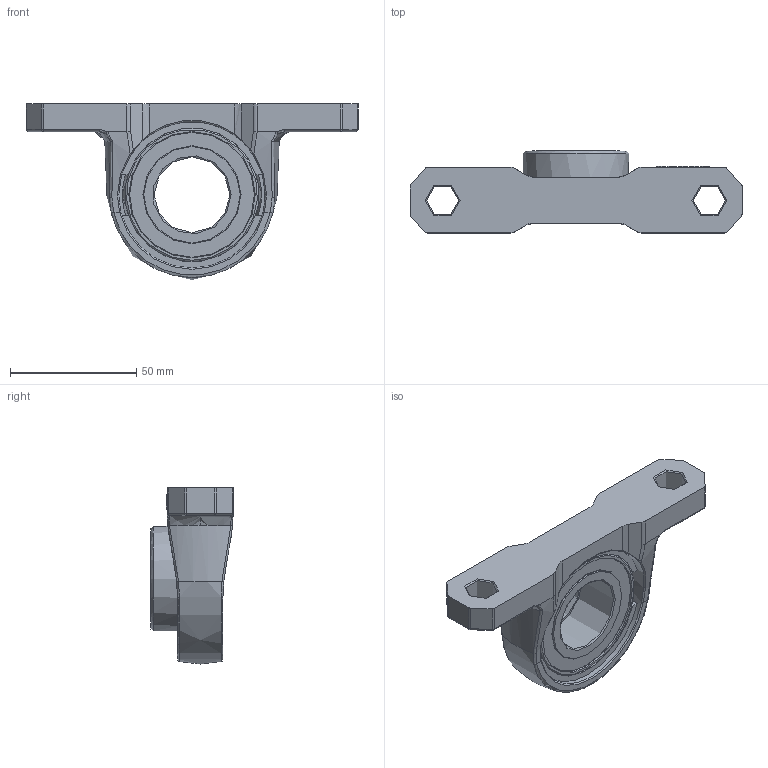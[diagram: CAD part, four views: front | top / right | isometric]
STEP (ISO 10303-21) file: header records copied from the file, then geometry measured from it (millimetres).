
FILE_DESCRIPTION(/* description */ (''),/* implementation_level */ '2;1');
FILE_NAME(/* name */ 'MUP006.stp',/* time_stamp */ '2016-02-03T15:49:50+01:00',/* author */ ('fje'),/* organization */ (''),/* preprocessor_version */ 'ST-DEVELOPER v15.2',/* originating_system */ 'Autodesk Inventor 2014',/* authorisation */ '');
FILE_SCHEMA (('AUTOMOTIVE_DESIGN { 1 0 10303 214 3 1 1 }'));
Length unit declared in the file: millimetre
Products named in the file (1): Part107
Bounding box: 131.4 x 32.5 x 69.7 mm (x, y, z)
Volume: 77885.3 mm3; surface area: 28233.6 mm2
Topology: 2 solids, 2 shells, 401 faces, 1057 edges, 680 vertices
Faces by surface type: plane 279, bspline 51, cylinder 44, cone 13, sphere 8, torus 6
Full cylindrical faces by diameter (mm): 12.8 x2, 30 x2, 35.6 x1, 38.2 x2, 38.8 x2, 41.8 x1, 49.4 x2, 50 x2, 58 x2
Entity records: 14453 total; most frequent: CARTESIAN_POINT 4498, ORIENTED_EDGE 2042, DIRECTION 1802, EDGE_CURVE 1021, LINE 766, VECTOR 766, VERTEX_POINT 673, AXIS2_PLACEMENT_3D 518
